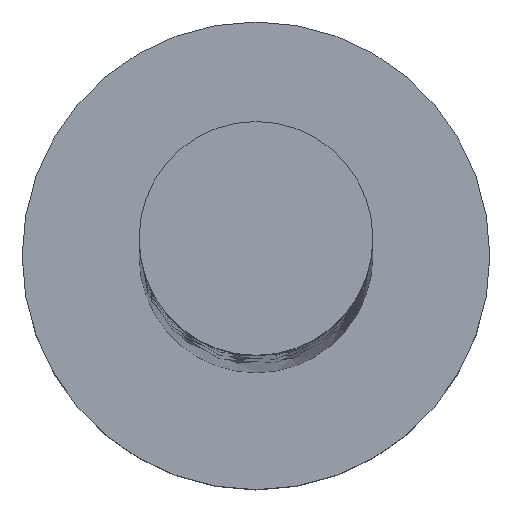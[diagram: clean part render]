
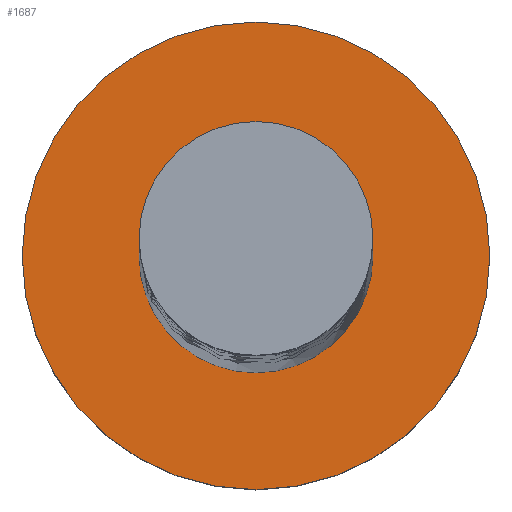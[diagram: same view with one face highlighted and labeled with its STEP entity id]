
A CAD part, top view. The second image highlights one B-rep face of the part: STEP entity #1687.
In plain terms, the highlighted planar face has unit normal (0, 0, 1).
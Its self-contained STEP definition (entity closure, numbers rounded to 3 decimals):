
#87 = FACE_OUTER_BOUND ( 'NONE', #1627, .T. ) ;
#164 = DIRECTION ( 'NONE',  ( 0., 0., 1. ) ) ;
#200 = ORIENTED_EDGE ( 'NONE', *, *, #1240, .F. ) ;
#248 = EDGE_CURVE ( 'NONE', #664, #937, #1331, .T. ) ;
#306 = EDGE_CURVE ( 'NONE', #1166, #1456, #489, .T. ) ;
#318 = DIRECTION ( 'NONE',  ( 0., 0., 1. ) ) ;
#372 = CARTESIAN_POINT ( 'NONE',  ( 0., 0., 3. ) ) ;
#381 = CIRCLE ( 'NONE', #471, 2. ) ;
#471 = AXIS2_PLACEMENT_3D ( 'NONE', #966, #1266, #1376 ) ;
#489 = CIRCLE ( 'NONE', #1083, 2. ) ;
#615 = ORIENTED_EDGE ( 'NONE', *, *, #784, .T. ) ;
#648 = PLANE ( 'NONE',  #960 ) ;
#662 = ORIENTED_EDGE ( 'NONE', *, *, #306, .F. ) ;
#664 = VERTEX_POINT ( 'NONE', #1710 ) ;
#696 = DIRECTION ( 'NONE',  ( 1., 0., 0. ) ) ;
#703 = CARTESIAN_POINT ( 'NONE',  ( 0., 0., 3. ) ) ;
#778 = CIRCLE ( 'NONE', #959, 4. ) ;
#784 = EDGE_CURVE ( 'NONE', #937, #664, #778, .T. ) ;
#798 = AXIS2_PLACEMENT_3D ( 'NONE', #1529, #318, #889 ) ;
#889 = DIRECTION ( 'NONE',  ( 1., 0., 0. ) ) ;
#928 = ORIENTED_EDGE ( 'NONE', *, *, #248, .T. ) ;
#937 = VERTEX_POINT ( 'NONE', #1696 ) ;
#959 = AXIS2_PLACEMENT_3D ( 'NONE', #372, #1073, #1192 ) ;
#960 = AXIS2_PLACEMENT_3D ( 'NONE', #1194, #1203, #1714 ) ;
#966 = CARTESIAN_POINT ( 'NONE',  ( 0., 0., 3. ) ) ;
#1073 = DIRECTION ( 'NONE',  ( 0., 0., 1. ) ) ;
#1083 = AXIS2_PLACEMENT_3D ( 'NONE', #703, #164, #696 ) ;
#1119 = CARTESIAN_POINT ( 'NONE',  ( 2., 0., 3. ) ) ;
#1166 = VERTEX_POINT ( 'NONE', #1119 ) ;
#1192 = DIRECTION ( 'NONE',  ( 1., 0., 0. ) ) ;
#1194 = CARTESIAN_POINT ( 'NONE',  ( 0., 0., 3. ) ) ;
#1203 = DIRECTION ( 'NONE',  ( 0., 0., 1. ) ) ;
#1240 = EDGE_CURVE ( 'NONE', #1456, #1166, #381, .T. ) ;
#1266 = DIRECTION ( 'NONE',  ( 0., 0., 1. ) ) ;
#1283 = CARTESIAN_POINT ( 'NONE',  ( -2., 0., 3. ) ) ;
#1313 = FACE_BOUND ( 'NONE', #1506, .T. ) ;
#1331 = CIRCLE ( 'NONE', #798, 4. ) ;
#1376 = DIRECTION ( 'NONE',  ( 1., 0., 0. ) ) ;
#1456 = VERTEX_POINT ( 'NONE', #1283 ) ;
#1506 = EDGE_LOOP ( 'NONE', ( #200, #662 ) ) ;
#1529 = CARTESIAN_POINT ( 'NONE',  ( 0., 0., 3. ) ) ;
#1627 = EDGE_LOOP ( 'NONE', ( #615, #928 ) ) ;
#1687 = ADVANCED_FACE ( 'NONE', ( #1313, #87 ), #648, .T. ) ;
#1696 = CARTESIAN_POINT ( 'NONE',  ( -4., 0., 3. ) ) ;
#1710 = CARTESIAN_POINT ( 'NONE',  ( 4., 0., 3. ) ) ;
#1714 = DIRECTION ( 'NONE',  ( 1., 0., 0. ) ) ;
